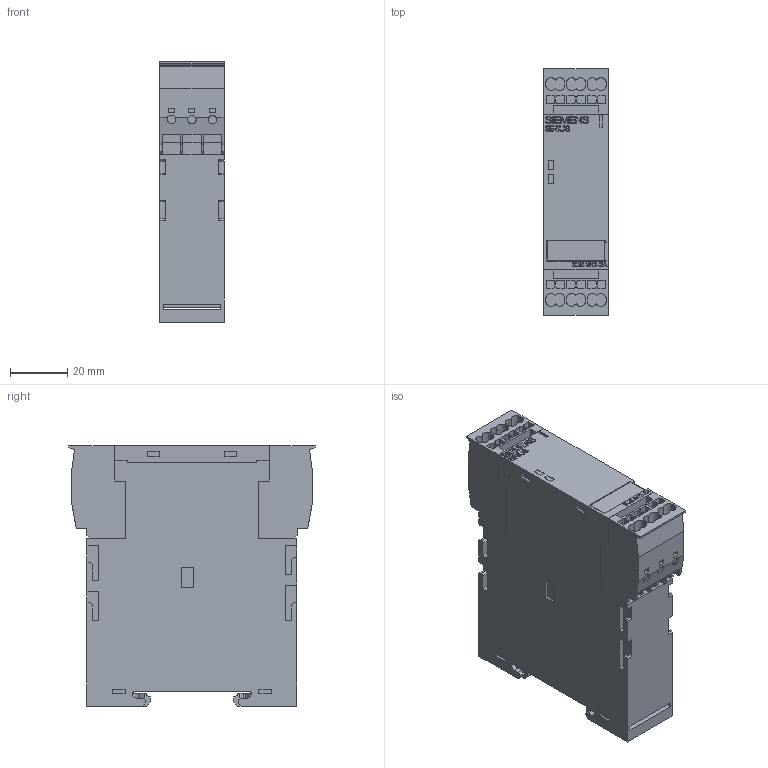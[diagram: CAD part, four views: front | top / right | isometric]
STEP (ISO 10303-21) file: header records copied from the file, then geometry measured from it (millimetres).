
FILE_DESCRIPTION(('STEP AP214'),'1');
FILE_NAME('cctmp_2B2B5584-161B-46BA-AEFC-8FAD883403C5_2023_08_15_13_09_44_0346..stp','2023-08-15T11:09:45',('SIEMENS A&D'),('CADClick - www.CADClick.com'),'Spatial InterOp 3D postprocessed',' ','unknown authorization');
FILE_SCHEMA(('AUTOMOTIVE_DESIGN'));
Length unit declared in the file: millimetre
Products named in the file (4): cc_unnamed; 2023_08_15_13_09_44_0282; 2023_08_15_13_09_44_0278; 2023_08_15_13_09_44_0274
Assembly tree (3 placements, depth 2):
  cc_unnamed
    2023_08_15_13_09_44_0282
    2023_08_15_13_09_44_0278
    2023_08_15_13_09_44_0274
Bounding box: 22.5 x 86.05 x 91 mm (x, y, z)
Volume: 145315.7 mm3; surface area: 32832.7 mm2
Topology: 3 solids, 3 shells, 1018 faces, 2856 edges, 1904 vertices
Faces by surface type: plane 731, bspline 157, cylinder 130
Entity records: 48864 total; most frequent: CARTESIAN_POINT 20281, ORIENTED_EDGE 5712, DIRECTION 4508, EDGE_CURVE 2856, LINE 2270, VECTOR 2270, VERTEX_POINT 1904, AXIS2_PLACEMENT_3D 1119
